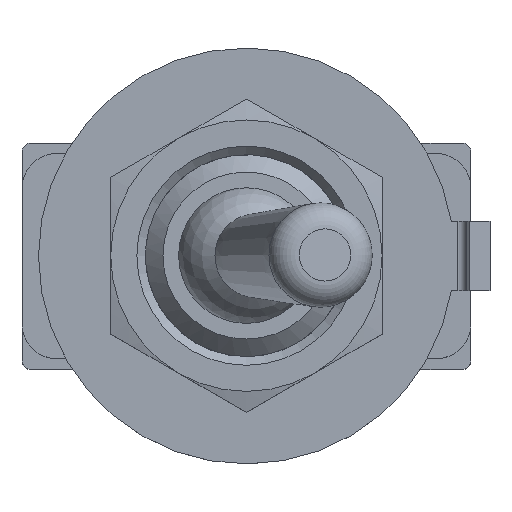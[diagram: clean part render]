
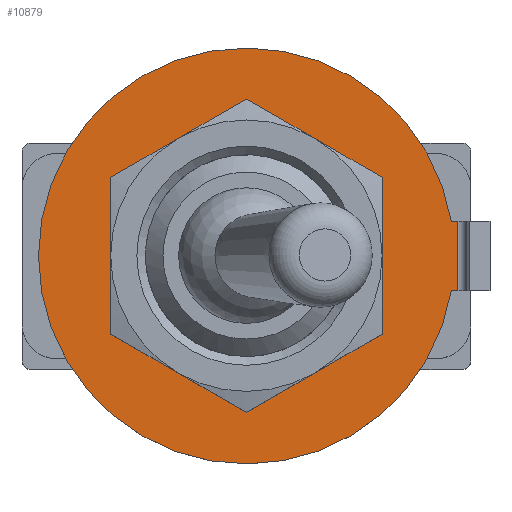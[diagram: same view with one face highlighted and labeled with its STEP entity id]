
A CAD part, top view. The second image highlights one B-rep face of the part: STEP entity #10879.
In plain terms, the highlighted planar face has unit normal (0, 0, 1).
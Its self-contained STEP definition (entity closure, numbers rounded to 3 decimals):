
#10243 = PLANE('',#10244);
#10244 = AXIS2_PLACEMENT_3D('',#10245,#10246,#10247);
#10245 = CARTESIAN_POINT('',(6.456,1.,0.86));
#10246 = DIRECTION('',(0.,1.,0.));
#10247 = DIRECTION('',(0.,0.,1.));
#10300 = VERTEX_POINT('',#10301);
#10301 = CARTESIAN_POINT('',(5.891,1.,0.6));
#10315 = CYLINDRICAL_SURFACE('',#10316,5.975);
#10316 = AXIS2_PLACEMENT_3D('',#10317,#10318,#10319);
#10317 = CARTESIAN_POINT('',(0.,0.,0.));
#10318 = DIRECTION('',(-0.,-0.,-1.));
#10319 = DIRECTION('',(1.,0.,0.));
#10327 = EDGE_CURVE('',#10300,#10328,#10330,.T.);
#10328 = VERTEX_POINT('',#10329);
#10329 = CARTESIAN_POINT('',(6.075,1.,0.6));
#10330 = SURFACE_CURVE('',#10331,(#10335,#10342),.PCURVE_S1.);
#10331 = LINE('',#10332,#10333);
#10332 = CARTESIAN_POINT('',(5.825,1.,0.6));
#10333 = VECTOR('',#10334,1.);
#10334 = DIRECTION('',(1.,0.,0.));
#10335 = PCURVE('',#10243,#10336);
#10336 = DEFINITIONAL_REPRESENTATION('',(#10337),#10341);
#10337 = LINE('',#10338,#10339);
#10338 = CARTESIAN_POINT('',(-0.26,-0.631));
#10339 = VECTOR('',#10340,1.);
#10340 = DIRECTION('',(0.,1.));
#10341 = ( GEOMETRIC_REPRESENTATION_CONTEXT(2) 
PARAMETRIC_REPRESENTATION_CONTEXT() REPRESENTATION_CONTEXT('2D SPACE',''
  ) );
#10342 = PCURVE('',#10343,#10348);
#10343 = PLANE('',#10344);
#10344 = AXIS2_PLACEMENT_3D('',#10345,#10346,#10347);
#10345 = CARTESIAN_POINT('',(0.241,0.,0.6));
#10346 = DIRECTION('',(0.,0.,1.));
#10347 = DIRECTION('',(0.,1.,0.));
#10348 = DEFINITIONAL_REPRESENTATION('',(#10349),#10353);
#10349 = LINE('',#10350,#10351);
#10350 = CARTESIAN_POINT('',(1.,-5.584));
#10351 = VECTOR('',#10352,1.);
#10352 = DIRECTION('',(0.,-1.));
#10353 = ( GEOMETRIC_REPRESENTATION_CONTEXT(2) 
PARAMETRIC_REPRESENTATION_CONTEXT() REPRESENTATION_CONTEXT('2D SPACE',''
  ) );
#10376 = CYLINDRICAL_SURFACE('',#10377,0.25);
#10377 = AXIS2_PLACEMENT_3D('',#10378,#10379,#10380);
#10378 = CARTESIAN_POINT('',(6.075,1.,0.85));
#10379 = DIRECTION('',(0.,1.,0.));
#10380 = DIRECTION('',(1.,0.,0.));
#10513 = PLANE('',#10514);
#10514 = AXIS2_PLACEMENT_3D('',#10515,#10516,#10517);
#10515 = CARTESIAN_POINT('',(6.456,-1.,0.86));
#10516 = DIRECTION('',(0.,1.,0.));
#10517 = DIRECTION('',(0.,0.,1.));
#10701 = EDGE_CURVE('',#10328,#10702,#10704,.T.);
#10702 = VERTEX_POINT('',#10703);
#10703 = CARTESIAN_POINT('',(6.075,-1.,0.6));
#10704 = SURFACE_CURVE('',#10705,(#10709,#10716),.PCURVE_S1.);
#10705 = LINE('',#10706,#10707);
#10706 = CARTESIAN_POINT('',(6.075,1.,0.6));
#10707 = VECTOR('',#10708,1.);
#10708 = DIRECTION('',(0.,-1.,0.));
#10709 = PCURVE('',#10376,#10710);
#10710 = DEFINITIONAL_REPRESENTATION('',(#10711),#10715);
#10711 = LINE('',#10712,#10713);
#10712 = CARTESIAN_POINT('',(-4.712,0.));
#10713 = VECTOR('',#10714,1.);
#10714 = DIRECTION('',(-0.,-1.));
#10715 = ( GEOMETRIC_REPRESENTATION_CONTEXT(2) 
PARAMETRIC_REPRESENTATION_CONTEXT() REPRESENTATION_CONTEXT('2D SPACE',''
  ) );
#10716 = PCURVE('',#10343,#10717);
#10717 = DEFINITIONAL_REPRESENTATION('',(#10718),#10722);
#10718 = LINE('',#10719,#10720);
#10719 = CARTESIAN_POINT('',(1.,-5.834));
#10720 = VECTOR('',#10721,1.);
#10721 = DIRECTION('',(-1.,0.));
#10722 = ( GEOMETRIC_REPRESENTATION_CONTEXT(2) 
PARAMETRIC_REPRESENTATION_CONTEXT() REPRESENTATION_CONTEXT('2D SPACE',''
  ) );
#10784 = EDGE_CURVE('',#10300,#10785,#10787,.T.);
#10785 = VERTEX_POINT('',#10786);
#10786 = CARTESIAN_POINT('',(5.891,-1.,0.6));
#10787 = SURFACE_CURVE('',#10788,(#10793,#10800),.PCURVE_S1.);
#10788 = CIRCLE('',#10789,5.975);
#10789 = AXIS2_PLACEMENT_3D('',#10790,#10791,#10792);
#10790 = CARTESIAN_POINT('',(0.,0.,0.6));
#10791 = DIRECTION('',(0.,0.,1.));
#10792 = DIRECTION('',(1.,0.,0.));
#10793 = PCURVE('',#10315,#10794);
#10794 = DEFINITIONAL_REPRESENTATION('',(#10795),#10799);
#10795 = LINE('',#10796,#10797);
#10796 = CARTESIAN_POINT('',(-0.,-0.6));
#10797 = VECTOR('',#10798,1.);
#10798 = DIRECTION('',(-1.,0.));
#10799 = ( GEOMETRIC_REPRESENTATION_CONTEXT(2) 
PARAMETRIC_REPRESENTATION_CONTEXT() REPRESENTATION_CONTEXT('2D SPACE',''
  ) );
#10800 = PCURVE('',#10343,#10801);
#10801 = DEFINITIONAL_REPRESENTATION('',(#10802),#10806);
#10802 = CIRCLE('',#10803,5.975);
#10803 = AXIS2_PLACEMENT_2D('',#10804,#10805);
#10804 = CARTESIAN_POINT('',(0.,0.241));
#10805 = DIRECTION('',(0.,-1.));
#10806 = ( GEOMETRIC_REPRESENTATION_CONTEXT(2) 
PARAMETRIC_REPRESENTATION_CONTEXT() REPRESENTATION_CONTEXT('2D SPACE',''
  ) );
#10855 = EDGE_CURVE('',#10785,#10702,#10856,.T.);
#10856 = SURFACE_CURVE('',#10857,(#10861,#10868),.PCURVE_S1.);
#10857 = LINE('',#10858,#10859);
#10858 = CARTESIAN_POINT('',(5.825,-1.,0.6));
#10859 = VECTOR('',#10860,1.);
#10860 = DIRECTION('',(1.,0.,0.));
#10861 = PCURVE('',#10513,#10862);
#10862 = DEFINITIONAL_REPRESENTATION('',(#10863),#10867);
#10863 = LINE('',#10864,#10865);
#10864 = CARTESIAN_POINT('',(-0.26,-0.631));
#10865 = VECTOR('',#10866,1.);
#10866 = DIRECTION('',(0.,1.));
#10867 = ( GEOMETRIC_REPRESENTATION_CONTEXT(2) 
PARAMETRIC_REPRESENTATION_CONTEXT() REPRESENTATION_CONTEXT('2D SPACE',''
  ) );
#10868 = PCURVE('',#10343,#10869);
#10869 = DEFINITIONAL_REPRESENTATION('',(#10870),#10874);
#10870 = LINE('',#10871,#10872);
#10871 = CARTESIAN_POINT('',(-1.,-5.584));
#10872 = VECTOR('',#10873,1.);
#10873 = DIRECTION('',(0.,-1.));
#10874 = ( GEOMETRIC_REPRESENTATION_CONTEXT(2) 
PARAMETRIC_REPRESENTATION_CONTEXT() REPRESENTATION_CONTEXT('2D SPACE',''
  ) );
#10879 = ADVANCED_FACE('',(#10880,#10886),#10343,.T.);
#10880 = FACE_BOUND('',#10881,.T.);
#10881 = EDGE_LOOP('',(#10882,#10883,#10884,#10885));
#10882 = ORIENTED_EDGE('',*,*,#10327,.F.);
#10883 = ORIENTED_EDGE('',*,*,#10784,.T.);
#10884 = ORIENTED_EDGE('',*,*,#10855,.T.);
#10885 = ORIENTED_EDGE('',*,*,#10701,.F.);
#10886 = FACE_BOUND('',#10887,.T.);
#10887 = EDGE_LOOP('',(#10888,#10919,#10947,#10975));
#10888 = ORIENTED_EDGE('',*,*,#10889,.F.);
#10889 = EDGE_CURVE('',#10890,#10892,#10894,.T.);
#10890 = VERTEX_POINT('',#10891);
#10891 = CARTESIAN_POINT('',(2.954,0.35,0.6));
#10892 = VERTEX_POINT('',#10893);
#10893 = CARTESIAN_POINT('',(2.954,-0.35,0.6));
#10894 = SURFACE_CURVE('',#10895,(#10900,#10907),.PCURVE_S1.);
#10895 = CIRCLE('',#10896,2.975);
#10896 = AXIS2_PLACEMENT_3D('',#10897,#10898,#10899);
#10897 = CARTESIAN_POINT('',(0.,0.,0.6));
#10898 = DIRECTION('',(0.,0.,1.));
#10899 = DIRECTION('',(1.,0.,0.));
#10900 = PCURVE('',#10343,#10901);
#10901 = DEFINITIONAL_REPRESENTATION('',(#10902),#10906);
#10902 = CIRCLE('',#10903,2.975);
#10903 = AXIS2_PLACEMENT_2D('',#10904,#10905);
#10904 = CARTESIAN_POINT('',(0.,0.241));
#10905 = DIRECTION('',(0.,-1.));
#10906 = ( GEOMETRIC_REPRESENTATION_CONTEXT(2) 
PARAMETRIC_REPRESENTATION_CONTEXT() REPRESENTATION_CONTEXT('2D SPACE',''
  ) );
#10907 = PCURVE('',#10908,#10913);
#10908 = CYLINDRICAL_SURFACE('',#10909,2.975);
#10909 = AXIS2_PLACEMENT_3D('',#10910,#10911,#10912);
#10910 = CARTESIAN_POINT('',(0.,0.,0.));
#10911 = DIRECTION('',(-0.,-0.,-1.));
#10912 = DIRECTION('',(1.,0.,0.));
#10913 = DEFINITIONAL_REPRESENTATION('',(#10914),#10918);
#10914 = LINE('',#10915,#10916);
#10915 = CARTESIAN_POINT('',(-0.,-0.6));
#10916 = VECTOR('',#10917,1.);
#10917 = DIRECTION('',(-1.,0.));
#10918 = ( GEOMETRIC_REPRESENTATION_CONTEXT(2) 
PARAMETRIC_REPRESENTATION_CONTEXT() REPRESENTATION_CONTEXT('2D SPACE',''
  ) );
#10919 = ORIENTED_EDGE('',*,*,#10920,.F.);
#10920 = EDGE_CURVE('',#10921,#10890,#10923,.T.);
#10921 = VERTEX_POINT('',#10922);
#10922 = CARTESIAN_POINT('',(2.6,0.35,0.6));
#10923 = SURFACE_CURVE('',#10924,(#10928,#10935),.PCURVE_S1.);
#10924 = LINE('',#10925,#10926);
#10925 = CARTESIAN_POINT('',(2.6,0.35,0.6));
#10926 = VECTOR('',#10927,1.);
#10927 = DIRECTION('',(1.,0.,0.));
#10928 = PCURVE('',#10343,#10929);
#10929 = DEFINITIONAL_REPRESENTATION('',(#10930),#10934);
#10930 = LINE('',#10931,#10932);
#10931 = CARTESIAN_POINT('',(0.35,-2.359));
#10932 = VECTOR('',#10933,1.);
#10933 = DIRECTION('',(0.,-1.));
#10934 = ( GEOMETRIC_REPRESENTATION_CONTEXT(2) 
PARAMETRIC_REPRESENTATION_CONTEXT() REPRESENTATION_CONTEXT('2D SPACE',''
  ) );
#10935 = PCURVE('',#10936,#10941);
#10936 = PLANE('',#10937);
#10937 = AXIS2_PLACEMENT_3D('',#10938,#10939,#10940);
#10938 = CARTESIAN_POINT('',(2.6,0.35,0.6));
#10939 = DIRECTION('',(0.,-1.,0.));
#10940 = DIRECTION('',(1.,0.,0.));
#10941 = DEFINITIONAL_REPRESENTATION('',(#10942),#10946);
#10942 = LINE('',#10943,#10944);
#10943 = CARTESIAN_POINT('',(0.,0.));
#10944 = VECTOR('',#10945,1.);
#10945 = DIRECTION('',(1.,0.));
#10946 = ( GEOMETRIC_REPRESENTATION_CONTEXT(2) 
PARAMETRIC_REPRESENTATION_CONTEXT() REPRESENTATION_CONTEXT('2D SPACE',''
  ) );
#10947 = ORIENTED_EDGE('',*,*,#10948,.F.);
#10948 = EDGE_CURVE('',#10949,#10921,#10951,.T.);
#10949 = VERTEX_POINT('',#10950);
#10950 = CARTESIAN_POINT('',(2.6,-0.35,0.6));
#10951 = SURFACE_CURVE('',#10952,(#10956,#10963),.PCURVE_S1.);
#10952 = LINE('',#10953,#10954);
#10953 = CARTESIAN_POINT('',(2.6,-0.35,0.6));
#10954 = VECTOR('',#10955,1.);
#10955 = DIRECTION('',(0.,1.,0.));
#10956 = PCURVE('',#10343,#10957);
#10957 = DEFINITIONAL_REPRESENTATION('',(#10958),#10962);
#10958 = LINE('',#10959,#10960);
#10959 = CARTESIAN_POINT('',(-0.35,-2.359));
#10960 = VECTOR('',#10961,1.);
#10961 = DIRECTION('',(1.,0.));
#10962 = ( GEOMETRIC_REPRESENTATION_CONTEXT(2) 
PARAMETRIC_REPRESENTATION_CONTEXT() REPRESENTATION_CONTEXT('2D SPACE',''
  ) );
#10963 = PCURVE('',#10964,#10969);
#10964 = PLANE('',#10965);
#10965 = AXIS2_PLACEMENT_3D('',#10966,#10967,#10968);
#10966 = CARTESIAN_POINT('',(2.6,-0.35,0.6));
#10967 = DIRECTION('',(1.,0.,0.));
#10968 = DIRECTION('',(0.,1.,0.));
#10969 = DEFINITIONAL_REPRESENTATION('',(#10970),#10974);
#10970 = LINE('',#10971,#10972);
#10971 = CARTESIAN_POINT('',(0.,0.));
#10972 = VECTOR('',#10973,1.);
#10973 = DIRECTION('',(1.,0.));
#10974 = ( GEOMETRIC_REPRESENTATION_CONTEXT(2) 
PARAMETRIC_REPRESENTATION_CONTEXT() REPRESENTATION_CONTEXT('2D SPACE',''
  ) );
#10975 = ORIENTED_EDGE('',*,*,#10976,.F.);
#10976 = EDGE_CURVE('',#10892,#10949,#10977,.T.);
#10977 = SURFACE_CURVE('',#10978,(#10982,#10989),.PCURVE_S1.);
#10978 = LINE('',#10979,#10980);
#10979 = CARTESIAN_POINT('',(3.4,-0.35,0.6));
#10980 = VECTOR('',#10981,1.);
#10981 = DIRECTION('',(-1.,0.,0.));
#10982 = PCURVE('',#10343,#10983);
#10983 = DEFINITIONAL_REPRESENTATION('',(#10984),#10988);
#10984 = LINE('',#10985,#10986);
#10985 = CARTESIAN_POINT('',(-0.35,-3.159));
#10986 = VECTOR('',#10987,1.);
#10987 = DIRECTION('',(0.,1.));
#10988 = ( GEOMETRIC_REPRESENTATION_CONTEXT(2) 
PARAMETRIC_REPRESENTATION_CONTEXT() REPRESENTATION_CONTEXT('2D SPACE',''
  ) );
#10989 = PCURVE('',#10990,#10995);
#10990 = PLANE('',#10991);
#10991 = AXIS2_PLACEMENT_3D('',#10992,#10993,#10994);
#10992 = CARTESIAN_POINT('',(3.4,-0.35,0.6));
#10993 = DIRECTION('',(0.,1.,0.));
#10994 = DIRECTION('',(-1.,0.,0.));
#10995 = DEFINITIONAL_REPRESENTATION('',(#10996),#11000);
#10996 = LINE('',#10997,#10998);
#10997 = CARTESIAN_POINT('',(-0.,0.));
#10998 = VECTOR('',#10999,1.);
#10999 = DIRECTION('',(1.,0.));
#11000 = ( GEOMETRIC_REPRESENTATION_CONTEXT(2) 
PARAMETRIC_REPRESENTATION_CONTEXT() REPRESENTATION_CONTEXT('2D SPACE',''
  ) );
